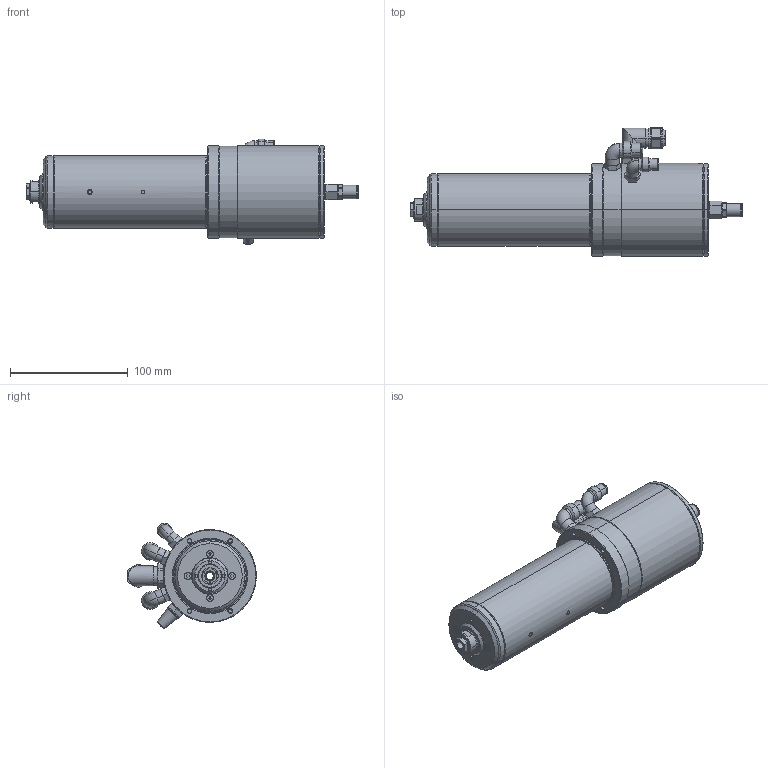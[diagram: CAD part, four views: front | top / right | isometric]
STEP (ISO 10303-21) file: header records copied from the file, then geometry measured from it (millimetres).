
FILE_DESCRIPTION (( 'STEP AP203' ), '1' );
FILE_NAME ('062A060P-00-.STEP', '2011-10-11T12:55:45', ( 'FM10CAD1' ), ( 'IBAG Switzerland AG' ), 'SwSTEP 2.0', 'SolidWorks 2010', '' );
FILE_SCHEMA (( 'CONFIG_CONTROL_DESIGN' ));
Length unit declared in the file: millimetre
Products named in the file (1): 062A060P-00-
Bounding box: 282.25 x 109.5 x 89.77 mm (x, y, z)
Surface area: 95161.4 mm2 (no closed solid volume)
Topology: 0 solids, 31 shells, 411 faces, 1290 edges, 919 vertices
Faces by surface type: plane 161, cylinder 151, cone 79, torus 20
Entity records: 15361 total; most frequent: CARTESIAN_POINT 3362, DIRECTION 2733, ORIENTED_EDGE 2082, EDGE_CURVE 1286, AXIS2_PLACEMENT_3D 1099, VERTEX_POINT 919, CIRCLE 687, EDGE_LOOP 566
